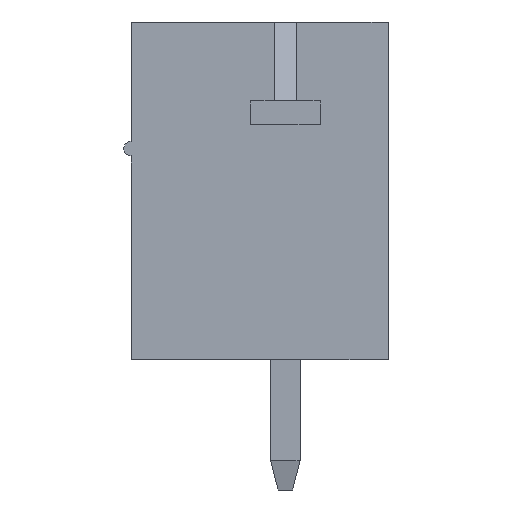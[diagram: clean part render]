
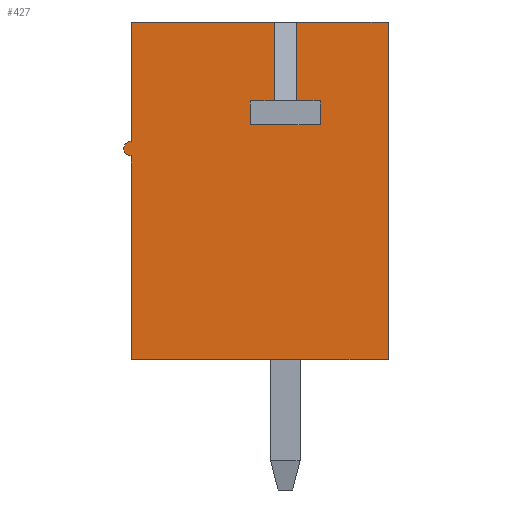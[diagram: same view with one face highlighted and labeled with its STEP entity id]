
A CAD part, left-side view. The second image highlights one B-rep face of the part: STEP entity #427.
In plain terms, the highlighted planar face has unit normal (-1, 0, 0).
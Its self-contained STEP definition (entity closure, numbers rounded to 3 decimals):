
#427 = ADVANCED_FACE( '', ( #1093 ), #1094, .F. );
#1093 = FACE_OUTER_BOUND( '', #2049, .T. );
#1094 = PLANE( '', #2050 );
#2049 = EDGE_LOOP( '', ( #3025, #3026, #3027, #3028, #3029, #3030, #3031, #3032, #3033, #3034, #3035, #3036, #3037, #3038 ) );
#2050 = AXIS2_PLACEMENT_3D( '', #3039, #3040, #3041 );
#3025 = ORIENTED_EDGE( '', *, *, #5920, .T. );
#3026 = ORIENTED_EDGE( '', *, *, #5921, .T. );
#3027 = ORIENTED_EDGE( '', *, *, #5922, .F. );
#3028 = ORIENTED_EDGE( '', *, *, #5923, .T. );
#3029 = ORIENTED_EDGE( '', *, *, #5924, .T. );
#3030 = ORIENTED_EDGE( '', *, *, #5925, .T. );
#3031 = ORIENTED_EDGE( '', *, *, #5926, .F. );
#3032 = ORIENTED_EDGE( '', *, *, #5927, .F. );
#3033 = ORIENTED_EDGE( '', *, *, #5928, .F. );
#3034 = ORIENTED_EDGE( '', *, *, #5929, .T. );
#3035 = ORIENTED_EDGE( '', *, *, #5930, .T. );
#3036 = ORIENTED_EDGE( '', *, *, #5931, .T. );
#3037 = ORIENTED_EDGE( '', *, *, #5932, .T. );
#3038 = ORIENTED_EDGE( '', *, *, #5933, .T. );
#3039 = CARTESIAN_POINT( '', ( -11.05, 0., 0. ) );
#3040 = DIRECTION( '', ( 1., 0., 0. ) );
#3041 = DIRECTION( '', ( 0., 0., -1. ) );
#5920 = EDGE_CURVE( '', #7099, #7100, #7101, .T. );
#5921 = EDGE_CURVE( '', #7100, #7102, #7103, .T. );
#5922 = EDGE_CURVE( '', #7104, #7102, #7105, .T. );
#5923 = EDGE_CURVE( '', #7104, #7106, #7107, .T. );
#5924 = EDGE_CURVE( '', #7106, #7108, #7109, .F. );
#5925 = EDGE_CURVE( '', #7108, #7110, #7111, .T. );
#5926 = EDGE_CURVE( '', #7112, #7110, #7113, .T. );
#5927 = EDGE_CURVE( '', #7114, #7112, #7115, .T. );
#5928 = EDGE_CURVE( '', #7116, #7114, #7117, .T. );
#5929 = EDGE_CURVE( '', #7116, #7118, #7119, .T. );
#5930 = EDGE_CURVE( '', #7118, #7120, #7121, .T. );
#5931 = EDGE_CURVE( '', #7120, #7122, #7123, .T. );
#5932 = EDGE_CURVE( '', #7122, #7124, #7125, .T. );
#5933 = EDGE_CURVE( '', #7124, #7099, #7126, .T. );
#7099 = VERTEX_POINT( '', #8841 );
#7100 = VERTEX_POINT( '', #8842 );
#7101 = LINE( '', #8843, #8844 );
#7102 = VERTEX_POINT( '', #8845 );
#7103 = LINE( '', #8846, #8847 );
#7104 = VERTEX_POINT( '', #8848 );
#7105 = LINE( '', #8849, #8850 );
#7106 = VERTEX_POINT( '', #8851 );
#7107 = LINE( '', #8852, #8853 );
#7108 = VERTEX_POINT( '', #8854 );
#7109 = CIRCLE( '', #8855, 0.2 );
#7110 = VERTEX_POINT( '', #8856 );
#7111 = LINE( '', #8857, #8858 );
#7112 = VERTEX_POINT( '', #8859 );
#7113 = LINE( '', #8860, #8861 );
#7114 = VERTEX_POINT( '', #8862 );
#7115 = LINE( '', #8863, #8864 );
#7116 = VERTEX_POINT( '', #8865 );
#7117 = LINE( '', #8866, #8867 );
#7118 = VERTEX_POINT( '', #8868 );
#7119 = LINE( '', #8869, #8870 );
#7120 = VERTEX_POINT( '', #8871 );
#7121 = LINE( '', #8872, #8873 );
#7122 = VERTEX_POINT( '', #8874 );
#7123 = LINE( '', #8875, #8876 );
#7124 = VERTEX_POINT( '', #8877 );
#7125 = LINE( '', #8878, #8879 );
#7126 = LINE( '', #8880, #8881 );
#8841 = CARTESIAN_POINT( '', ( -11.05, 0.15, 2.45 ) );
#8842 = CARTESIAN_POINT( '', ( -11.05, -0.5, 2.45 ) );
#8843 = CARTESIAN_POINT( '', ( -11.05, 0.15, 2.45 ) );
#8844 = VECTOR( '', #11311, 1000. );
#8845 = CARTESIAN_POINT( '', ( -11.05, -0.5, 4.6 ) );
#8846 = CARTESIAN_POINT( '', ( -11.05, -0.5, 2.45 ) );
#8847 = VECTOR( '', #11312, 1000. );
#8848 = CARTESIAN_POINT( '', ( -11.05, 3.4, 4.6 ) );
#8849 = CARTESIAN_POINT( '', ( -11.05, 3.6, 4.6 ) );
#8850 = VECTOR( '', #11313, 1000. );
#8851 = CARTESIAN_POINT( '', ( -11.05, 3.4, 1.35 ) );
#8852 = CARTESIAN_POINT( '', ( -11.05, 3.4, 0. ) );
#8853 = VECTOR( '', #11314, 1000. );
#8854 = CARTESIAN_POINT( '', ( -11.05, 3.4, 0.95 ) );
#8855 = AXIS2_PLACEMENT_3D( '', #11315, #11316, #11317 );
#8856 = CARTESIAN_POINT( '', ( -11.05, 3.4, -4.6 ) );
#8857 = CARTESIAN_POINT( '', ( -11.05, 3.4, 0. ) );
#8858 = VECTOR( '', #11318, 1000. );
#8859 = CARTESIAN_POINT( '', ( -11.05, -3.6, -4.6 ) );
#8860 = CARTESIAN_POINT( '', ( -11.05, -3.6, -4.6 ) );
#8861 = VECTOR( '', #11319, 1000. );
#8862 = CARTESIAN_POINT( '', ( -11.05, -3.6, 4.6 ) );
#8863 = CARTESIAN_POINT( '', ( -11.05, -3.6, 4.6 ) );
#8864 = VECTOR( '', #11320, 1000. );
#8865 = CARTESIAN_POINT( '', ( -11.05, -1.1, 4.6 ) );
#8866 = CARTESIAN_POINT( '', ( -11.05, 3.6, 4.6 ) );
#8867 = VECTOR( '', #11321, 1000. );
#8868 = CARTESIAN_POINT( '', ( -11.05, -1.1, 2.45 ) );
#8869 = CARTESIAN_POINT( '', ( -11.05, -1.1, 4.6 ) );
#8870 = VECTOR( '', #11322, 1000. );
#8871 = CARTESIAN_POINT( '', ( -11.05, -1.75, 2.45 ) );
#8872 = CARTESIAN_POINT( '', ( -11.05, -1.1, 2.45 ) );
#8873 = VECTOR( '', #11323, 1000. );
#8874 = CARTESIAN_POINT( '', ( -11.05, -1.75, 1.8 ) );
#8875 = CARTESIAN_POINT( '', ( -11.05, -1.75, 2.45 ) );
#8876 = VECTOR( '', #11324, 1000. );
#8877 = CARTESIAN_POINT( '', ( -11.05, 0.15, 1.8 ) );
#8878 = CARTESIAN_POINT( '', ( -11.05, -1.75, 1.8 ) );
#8879 = VECTOR( '', #11325, 1000. );
#8880 = CARTESIAN_POINT( '', ( -11.05, 0.15, 1.8 ) );
#8881 = VECTOR( '', #11326, 1000. );
#11311 = DIRECTION( '', ( 0., -1., 0. ) );
#11312 = DIRECTION( '', ( 0., 0., 1. ) );
#11313 = DIRECTION( '', ( 0., -1., 0. ) );
#11314 = DIRECTION( '', ( 0., 0., -1. ) );
#11315 = CARTESIAN_POINT( '', ( -11.05, 3.4, 1.15 ) );
#11316 = DIRECTION( '', ( 1., 0., 0. ) );
#11317 = DIRECTION( '', ( 0., 0., -1. ) );
#11318 = DIRECTION( '', ( 0., 0., -1. ) );
#11319 = DIRECTION( '', ( 0., 1., 0. ) );
#11320 = DIRECTION( '', ( 0., 0., -1. ) );
#11321 = DIRECTION( '', ( 0., -1., 0. ) );
#11322 = DIRECTION( '', ( 0., 0., -1. ) );
#11323 = DIRECTION( '', ( 0., -1., 0. ) );
#11324 = DIRECTION( '', ( 0., 0., -1. ) );
#11325 = DIRECTION( '', ( 0., 1., 0. ) );
#11326 = DIRECTION( '', ( 0., 0., 1. ) );
